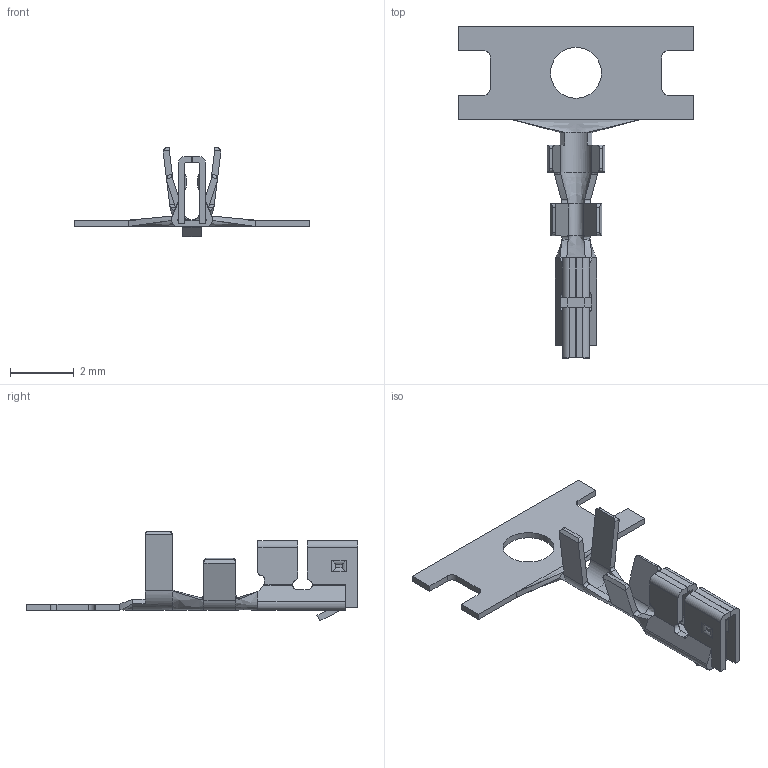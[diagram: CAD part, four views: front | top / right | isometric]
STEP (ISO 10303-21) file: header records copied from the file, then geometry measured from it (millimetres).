
FILE_DESCRIPTION( ( 'Unknown' ), '1' );
FILE_NAME( 'Contact.stp', 'Unknown', ( 'Unknown' ), ( 'Unknown' ), 'PSStep 14.0', 'Unknown', ' ' );
FILE_SCHEMA( ( 'AUTOMOTIVE_DESIGN { 1 0 10303 214 1 1 1 1 }' ) );
Length unit declared in the file: millimetre
Products named in the file (1): 1
Bounding box: 7.4 x 10.45 x 2.83 mm (x, y, z)
Volume: 8.9 mm3; surface area: 105.7 mm2
Topology: 1 solids, 1 shells, 187 faces, 513 edges, 328 vertices
Faces by surface type: plane 100, cylinder 69, bspline 18
Full cylindrical faces by diameter (mm): 1.6 x1
Entity records: 8316 total; most frequent: CARTESIAN_POINT 2172, ORIENTED_EDGE 1024, DIRECTION 888, EDGE_CURVE 512, VERTEX_POINT 328, LINE 320, VECTOR 320, AXIS2_PLACEMENT_3D 284
